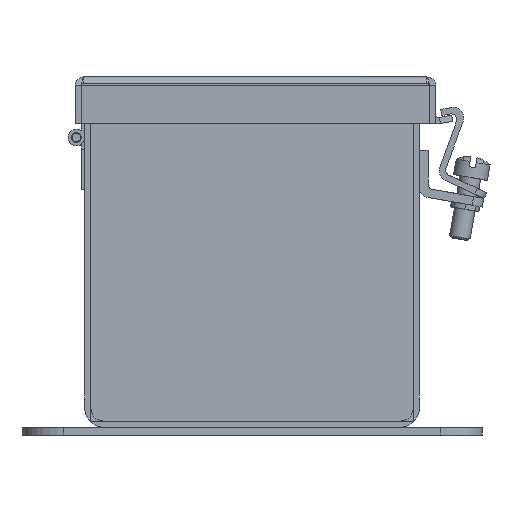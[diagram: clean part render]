
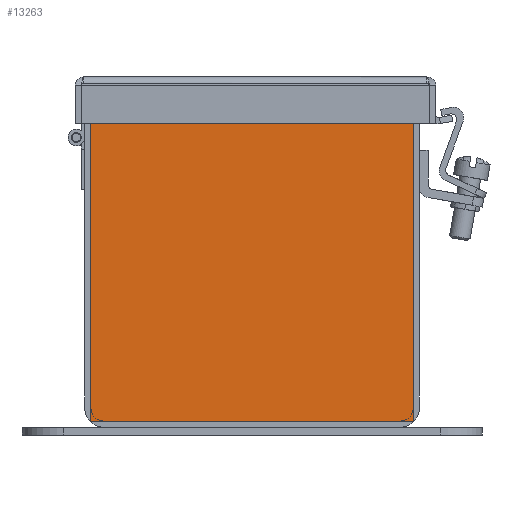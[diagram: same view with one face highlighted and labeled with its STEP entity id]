
A CAD part, left-side view. The second image highlights one B-rep face of the part: STEP entity #13263.
In plain terms, the highlighted planar face has unit normal (-1, 0, 0).
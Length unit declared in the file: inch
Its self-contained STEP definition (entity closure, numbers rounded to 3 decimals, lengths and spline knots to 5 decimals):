
#295 = ORIENTED_EDGE ( 'NONE', *, *, #7587, .F. ) ;
#321 = DIRECTION ( 'NONE',  ( 0., 0., -1. ) ) ;
#1830 = EDGE_CURVE ( 'NONE', #10521, #26541, #18754, .T. ) ;
#2314 = EDGE_CURVE ( 'NONE', #10521, #34571, #33371, .T. ) ;
#2962 = PLANE ( 'NONE',  #34780 ) ;
#4376 = EDGE_CURVE ( 'NONE', #34571, #28026, #24490, .T. ) ;
#4954 = VERTEX_POINT ( 'NONE', #20442 ) ;
#5225 = CARTESIAN_POINT ( 'NONE',  ( -1.70918, 2.18875, 1.79079 ) ) ;
#5642 = VECTOR ( 'NONE', #7202, 39.37008 ) ;
#6199 = VECTOR ( 'NONE', #25897, 39.37008 ) ;
#6399 = VERTEX_POINT ( 'NONE', #5225 ) ;
#6406 = EDGE_LOOP ( 'NONE', ( #27241, #25915, #295, #24073, #28770, #10166, #25568, #23491, #33816, #36839, #7488, #29859 ) ) ;
#6504 = CARTESIAN_POINT ( 'NONE',  ( -1.70918, -0.69125, 1.79059 ) ) ;
#6713 = VECTOR ( 'NONE', #9691, 39.37008 ) ;
#7103 = VERTEX_POINT ( 'NONE', #29386 ) ;
#7202 = DIRECTION ( 'NONE',  ( 0., 0., 1. ) ) ;
#7488 = ORIENTED_EDGE ( 'NONE', *, *, #2314, .F. ) ;
#7583 = LINE ( 'NONE', #21928, #5642 ) ;
#7587 = EDGE_CURVE ( 'NONE', #6399, #7103, #14140, .T. ) ;
#7673 = CARTESIAN_POINT ( 'NONE',  ( -1.70918, 2.67475, -2.02996 ) ) ;
#8012 = VERTEX_POINT ( 'NONE', #17909 ) ;
#8021 = VECTOR ( 'NONE', #32725, 39.37008 ) ;
#8110 = CARTESIAN_POINT ( 'NONE',  ( -1.70918, 2.67475, 1.82204 ) ) ;
#8282 = EDGE_CURVE ( 'NONE', #8012, #4954, #7583, .T. ) ;
#8454 = CARTESIAN_POINT ( 'NONE',  ( -1.70918, -0.69145, 1.82204 ) ) ;
#9691 = DIRECTION ( 'NONE',  ( 0., 1., 0. ) ) ;
#9882 = CARTESIAN_POINT ( 'NONE',  ( -1.70918, 0.74875, -2.02996 ) ) ;
#10166 = ORIENTED_EDGE ( 'NONE', *, *, #8282, .T. ) ;
#10521 = VERTEX_POINT ( 'NONE', #8454 ) ;
#11266 = DIRECTION ( 'NONE',  ( 0., -1., 0. ) ) ;
#11403 = VECTOR ( 'NONE', #11266, 39.37008 ) ;
#12937 = EDGE_CURVE ( 'NONE', #37030, #8012, #14090, .T. ) ;
#13126 = CARTESIAN_POINT ( 'NONE',  ( -1.70918, -0.69145, 1.79059 ) ) ;
#13263 = ADVANCED_FACE ( 'NONE', ( #29529 ), #2962, .F. ) ;
#13921 = LINE ( 'NONE', #25735, #35009 ) ;
#14090 = LINE ( 'NONE', #20081, #6199 ) ;
#14140 = LINE ( 'NONE', #29059, #24189 ) ;
#14190 = CARTESIAN_POINT ( 'NONE',  ( -1.70918, 0.74875, 1.82204 ) ) ;
#14354 = CARTESIAN_POINT ( 'NONE',  ( -1.70918, 2.18875, 1.79059 ) ) ;
#15719 = VECTOR ( 'NONE', #22476, 39.37008 ) ;
#16279 = CARTESIAN_POINT ( 'NONE',  ( -1.70918, -1.17725, 1.82204 ) ) ;
#16631 = DIRECTION ( 'NONE',  ( 0., 1., 0. ) ) ;
#17909 = CARTESIAN_POINT ( 'NONE',  ( -1.70918, 2.18895, 1.79059 ) ) ;
#18618 = VECTOR ( 'NONE', #24631, 39.37008 ) ;
#18754 = LINE ( 'NONE', #30380, #8021 ) ;
#19117 = EDGE_CURVE ( 'NONE', #25327, #25211, #26160, .T. ) ;
#19924 = EDGE_CURVE ( 'NONE', #26541, #36592, #28461, .T. ) ;
#19959 = CARTESIAN_POINT ( 'NONE',  ( -1.70918, 2.67475, -0.10396 ) ) ;
#20081 = CARTESIAN_POINT ( 'NONE',  ( -1.70918, 2.18875, 1.79059 ) ) ;
#20189 = CARTESIAN_POINT ( 'NONE',  ( -1.70918, -1.17725, -2.02996 ) ) ;
#20442 = CARTESIAN_POINT ( 'NONE',  ( -1.70918, 2.18895, 1.82204 ) ) ;
#20643 = EDGE_CURVE ( 'NONE', #28026, #25327, #24608, .T. ) ;
#21928 = CARTESIAN_POINT ( 'NONE',  ( -1.70918, 2.18895, 1.79059 ) ) ;
#22476 = DIRECTION ( 'NONE',  ( 0., 0., 1. ) ) ;
#23491 = ORIENTED_EDGE ( 'NONE', *, *, #19117, .F. ) ;
#23605 = LINE ( 'NONE', #26892, #38073 ) ;
#24073 = ORIENTED_EDGE ( 'NONE', *, *, #33325, .T. ) ;
#24189 = VECTOR ( 'NONE', #32557, 39.37008 ) ;
#24490 = LINE ( 'NONE', #27195, #33751 ) ;
#24608 = LINE ( 'NONE', #9882, #6713 ) ;
#24631 = DIRECTION ( 'NONE',  ( 0., -1., 0. ) ) ;
#25211 = VERTEX_POINT ( 'NONE', #8110 ) ;
#25327 = VERTEX_POINT ( 'NONE', #7673 ) ;
#25568 = ORIENTED_EDGE ( 'NONE', *, *, #35240, .F. ) ;
#25735 = CARTESIAN_POINT ( 'NONE',  ( -1.70918, -0.69125, 1.79059 ) ) ;
#25897 = DIRECTION ( 'NONE',  ( 0., 1., 0. ) ) ;
#25915 = ORIENTED_EDGE ( 'NONE', *, *, #31959, .T. ) ;
#26114 = CARTESIAN_POINT ( 'NONE',  ( -1.70918, -0.69145, 1.79059 ) ) ;
#26160 = LINE ( 'NONE', #19959, #15719 ) ;
#26541 = VERTEX_POINT ( 'NONE', #13126 ) ;
#26892 = CARTESIAN_POINT ( 'NONE',  ( -1.70918, 2.18875, 1.82204 ) ) ;
#27195 = CARTESIAN_POINT ( 'NONE',  ( -1.70918, -1.17725, -0.10396 ) ) ;
#27241 = ORIENTED_EDGE ( 'NONE', *, *, #19924, .T. ) ;
#27596 = VECTOR ( 'NONE', #16631, 39.37008 ) ;
#28026 = VERTEX_POINT ( 'NONE', #20189 ) ;
#28146 = DIRECTION ( 'NONE',  ( 1., 0., 0. ) ) ;
#28461 = LINE ( 'NONE', #26114, #27596 ) ;
#28770 = ORIENTED_EDGE ( 'NONE', *, *, #12937, .T. ) ;
#29059 = CARTESIAN_POINT ( 'NONE',  ( -1.70918, 0.74875, 1.79079 ) ) ;
#29386 = CARTESIAN_POINT ( 'NONE',  ( -1.70918, -0.69125, 1.79079 ) ) ;
#29529 = FACE_OUTER_BOUND ( 'NONE', #6406, .T. ) ;
#29859 = ORIENTED_EDGE ( 'NONE', *, *, #1830, .T. ) ;
#30380 = CARTESIAN_POINT ( 'NONE',  ( -1.70918, -0.69145, 1.82204 ) ) ;
#31192 = DIRECTION ( 'NONE',  ( 0., 0., 1. ) ) ;
#31959 = EDGE_CURVE ( 'NONE', #36592, #7103, #13921, .T. ) ;
#32557 = DIRECTION ( 'NONE',  ( 0., -1., 0. ) ) ;
#32725 = DIRECTION ( 'NONE',  ( 0., 0., -1. ) ) ;
#32978 = CARTESIAN_POINT ( 'NONE',  ( -1.70918, 0.74875, 1.82204 ) ) ;
#33232 = DIRECTION ( 'NONE',  ( 0., 0., -1. ) ) ;
#33325 = EDGE_CURVE ( 'NONE', #6399, #37030, #23605, .T. ) ;
#33371 = LINE ( 'NONE', #32978, #18618 ) ;
#33593 = DIRECTION ( 'NONE',  ( 0., 1., 0. ) ) ;
#33751 = VECTOR ( 'NONE', #33232, 39.37008 ) ;
#33816 = ORIENTED_EDGE ( 'NONE', *, *, #20643, .F. ) ;
#34571 = VERTEX_POINT ( 'NONE', #16279 ) ;
#34780 = AXIS2_PLACEMENT_3D ( 'NONE', #36345, #28146, #33593 ) ;
#34945 = LINE ( 'NONE', #14190, #11403 ) ;
#35009 = VECTOR ( 'NONE', #31192, 39.37008 ) ;
#35240 = EDGE_CURVE ( 'NONE', #25211, #4954, #34945, .T. ) ;
#36345 = CARTESIAN_POINT ( 'NONE',  ( -1.70918, 0.74875, -0.10396 ) ) ;
#36592 = VERTEX_POINT ( 'NONE', #6504 ) ;
#36839 = ORIENTED_EDGE ( 'NONE', *, *, #4376, .F. ) ;
#37030 = VERTEX_POINT ( 'NONE', #14354 ) ;
#38073 = VECTOR ( 'NONE', #321, 39.37008 ) ;
